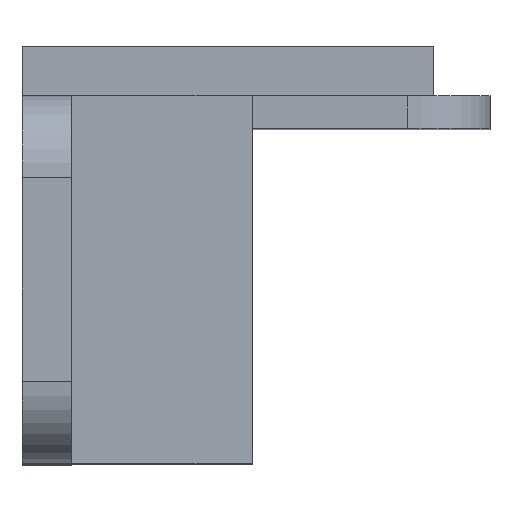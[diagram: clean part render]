
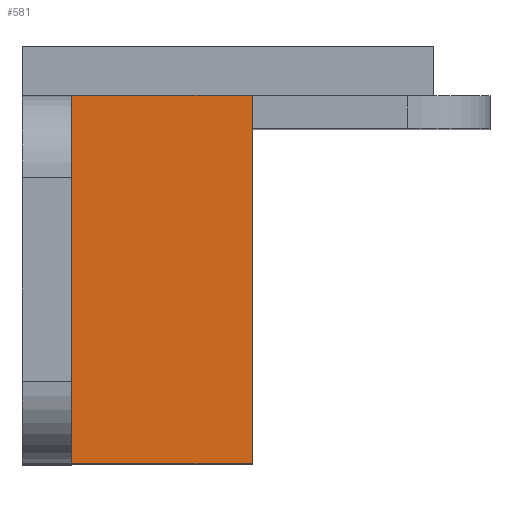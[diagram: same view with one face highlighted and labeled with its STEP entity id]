
A CAD part, top view. The second image highlights one B-rep face of the part: STEP entity #581.
In plain terms, the highlighted planar face has unit normal (0, 0, 1).
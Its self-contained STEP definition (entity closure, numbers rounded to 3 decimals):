
#56 = EDGE_CURVE ( 'NONE', #88, #467, #1204, .T. ) ;
#87 = DIRECTION ( 'NONE',  ( 1., 0., 0. ) ) ;
#88 = VERTEX_POINT ( 'NONE', #148 ) ;
#138 = PLANE ( 'NONE',  #329 ) ;
#148 = CARTESIAN_POINT ( 'NONE',  ( -3.075, 2., 28.7 ) ) ;
#165 = VECTOR ( 'NONE', #1112, 1000. ) ;
#221 = DIRECTION ( 'NONE',  ( 0., -1., 0. ) ) ;
#225 = EDGE_LOOP ( 'NONE', ( #1329, #245, #1264, #827 ) ) ;
#245 = ORIENTED_EDGE ( 'NONE', *, *, #56, .T. ) ;
#246 = FACE_OUTER_BOUND ( 'NONE', #225, .T. ) ;
#300 = DIRECTION ( 'NONE',  ( -1., 0., 0. ) ) ;
#301 = VERTEX_POINT ( 'NONE', #564 ) ;
#308 = DIRECTION ( 'NONE',  ( 0., -1., 0. ) ) ;
#329 = AXIS2_PLACEMENT_3D ( 'NONE', #809, #1008, #300 ) ;
#467 = VERTEX_POINT ( 'NONE', #1090 ) ;
#564 = CARTESIAN_POINT ( 'NONE',  ( 7.925, 2., 28.7 ) ) ;
#581 = ADVANCED_FACE ( 'NONE', ( #246 ), #138, .F. ) ;
#658 = EDGE_CURVE ( 'NONE', #301, #1132, #1171, .T. ) ;
#728 = LINE ( 'NONE', #846, #1057 ) ;
#763 = EDGE_CURVE ( 'NONE', #467, #1132, #1305, .T. ) ;
#809 = CARTESIAN_POINT ( 'NONE',  ( 0., 2., 28.7 ) ) ;
#827 = ORIENTED_EDGE ( 'NONE', *, *, #658, .F. ) ;
#846 = CARTESIAN_POINT ( 'NONE',  ( 0., 2., 28.7 ) ) ;
#862 = VECTOR ( 'NONE', #308, 1000. ) ;
#978 = CARTESIAN_POINT ( 'NONE',  ( 0., -20.4, 28.7 ) ) ;
#1008 = DIRECTION ( 'NONE',  ( 0., 0., -1. ) ) ;
#1018 = CARTESIAN_POINT ( 'NONE',  ( -3.075, 2., 28.7 ) ) ;
#1021 = EDGE_CURVE ( 'NONE', #88, #301, #728, .T. ) ;
#1057 = VECTOR ( 'NONE', #87, 1000. ) ;
#1090 = CARTESIAN_POINT ( 'NONE',  ( -3.075, -20.4, 28.7 ) ) ;
#1093 = CARTESIAN_POINT ( 'NONE',  ( 7.925, -20.4, 28.7 ) ) ;
#1112 = DIRECTION ( 'NONE',  ( 1., 0., 0. ) ) ;
#1132 = VERTEX_POINT ( 'NONE', #1093 ) ;
#1171 = LINE ( 'NONE', #1401, #862 ) ;
#1175 = VECTOR ( 'NONE', #221, 1000. ) ;
#1204 = LINE ( 'NONE', #1018, #1175 ) ;
#1264 = ORIENTED_EDGE ( 'NONE', *, *, #763, .T. ) ;
#1305 = LINE ( 'NONE', #978, #165 ) ;
#1329 = ORIENTED_EDGE ( 'NONE', *, *, #1021, .F. ) ;
#1401 = CARTESIAN_POINT ( 'NONE',  ( 7.925, 2., 28.7 ) ) ;
